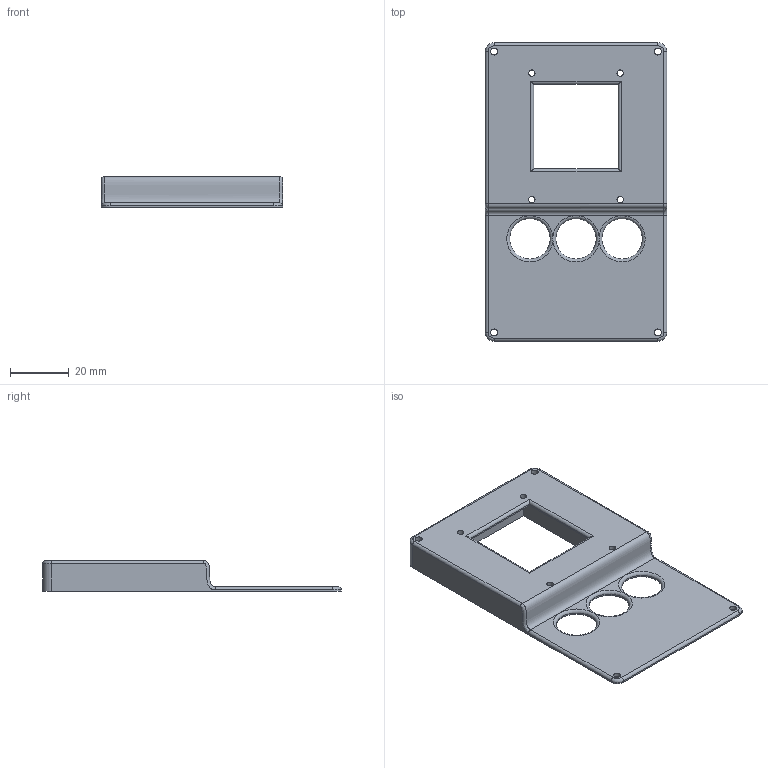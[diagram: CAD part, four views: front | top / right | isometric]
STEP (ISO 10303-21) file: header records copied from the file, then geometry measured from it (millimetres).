
FILE_DESCRIPTION(/* description */ (''),/* implementation_level */ '2;1');
FILE_NAME(/* name */ 'Case Top.step',/* time_stamp */ '2026-01-27T22:39:58-06:00',/* author */ (''),/* organization */ (''),/* preprocessor_version */ 'ST-DEVELOPER v20.1',/* originating_system */ 'Autodesk Translation Framework v14.21.0.0',/* authorisation */ '');
FILE_SCHEMA (('AUTOMOTIVE_DESIGN { 1 0 10303 214 3 1 1 }'));
Length unit declared in the file: millimetre
Products named in the file (1): 2026-01-10-21-27-16-548
Bounding box: 62 x 102 x 10.5 mm (x, y, z)
Volume: 23945.5 mm3; surface area: 14321 mm2
Topology: 1 solids, 1 shells, 51 faces, 134 edges, 84 vertices
Faces by surface type: cylinder 25, plane 16, torus 7, bspline 3
Full cylindrical faces by diameter (mm): 2.2 x4, 2.4 x4, 13.8 x3
Entity records: 2092 total; most frequent: CARTESIAN_POINT 719, DIRECTION 285, ORIENTED_EDGE 268, EDGE_CURVE 134, AXIS2_PLACEMENT_3D 110, VERTEX_POINT 84, EDGE_LOOP 74, LINE 65
